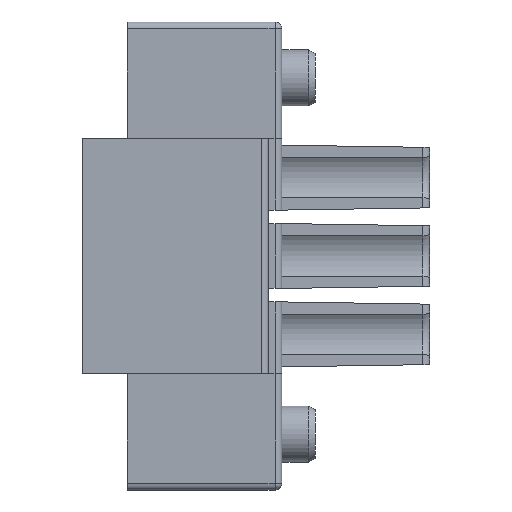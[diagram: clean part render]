
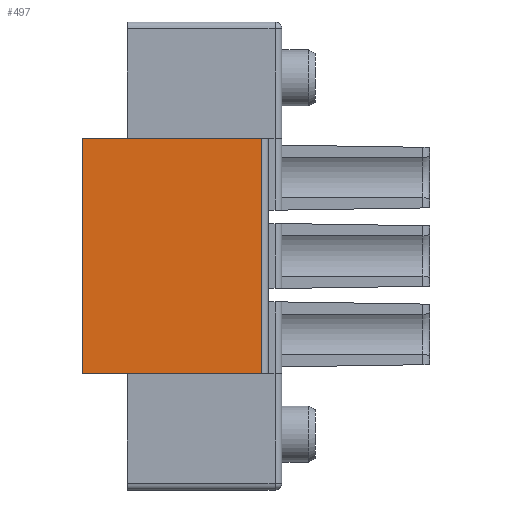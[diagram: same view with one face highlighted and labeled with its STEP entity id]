
A CAD part, front view. The second image highlights one B-rep face of the part: STEP entity #497.
In plain terms, the highlighted planar face has unit normal (0, -1, 0).
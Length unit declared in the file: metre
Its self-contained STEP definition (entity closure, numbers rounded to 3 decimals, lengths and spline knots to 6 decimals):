
#497=ADVANCED_FACE('',(#1202),#1203,.T.);
#1202=FACE_OUTER_BOUND('',#2129,.T.);
#1203=PLANE('',#2130);
#2129=EDGE_LOOP('',(#3582,#3583,#3584,#3585));
#2130=AXIS2_PLACEMENT_3D('',#3586,#3587,#3588);
#3582=ORIENTED_EDGE('',*,*,#5848,.F.);
#3583=ORIENTED_EDGE('',*,*,#5849,.F.);
#3584=ORIENTED_EDGE('',*,*,#5850,.T.);
#3585=ORIENTED_EDGE('',*,*,#5851,.T.);
#3586=CARTESIAN_POINT('',(0.21085,0.019524,-0.0032));
#3587=DIRECTION('',(0.,-1.0,0.));
#3588=DIRECTION('',(0.0,0.,-1.0));
#5848=EDGE_CURVE('',#7174,#7175,#7176,.T.);
#5849=EDGE_CURVE('',#7177,#7174,#7178,.T.);
#5850=EDGE_CURVE('',#7177,#7179,#7180,.T.);
#5851=EDGE_CURVE('',#7179,#7175,#7181,.T.);
#7174=VERTEX_POINT('',#9107);
#7175=VERTEX_POINT('',#9108);
#7176=LINE('',#9109,#9110);
#7177=VERTEX_POINT('',#9111);
#7178=LINE('',#9112,#9113);
#7179=VERTEX_POINT('',#9114);
#7180=LINE('',#9115,#9116);
#7181=LINE('',#9117,#9118);
#9107=CARTESIAN_POINT('',(0.21085,0.019524,-0.0032));
#9108=CARTESIAN_POINT('',(0.21085,0.019524,-0.0137));
#9109=CARTESIAN_POINT('',(0.21085,0.019524,-0.0032));
#9110=VECTOR('',#10685,1.0);
#9111=CARTESIAN_POINT('',(0.20285,0.019524,-0.0032));
#9112=CARTESIAN_POINT('',(0.21805,0.019524,-0.0032));
#9113=VECTOR('',#10686,1.0);
#9114=CARTESIAN_POINT('',(0.20285,0.019524,-0.0137));
#9115=CARTESIAN_POINT('',(0.20285,0.019524,-0.0032));
#9116=VECTOR('',#10687,1.0);
#9117=CARTESIAN_POINT('',(0.21805,0.019524,-0.0137));
#9118=VECTOR('',#10688,1.0);
#10685=DIRECTION('',(0.,0.,-1.0));
#10686=DIRECTION('',(1.0,0.,0.));
#10687=DIRECTION('',(0.,0.,-1.0));
#10688=DIRECTION('',(1.0,0.,0.));
